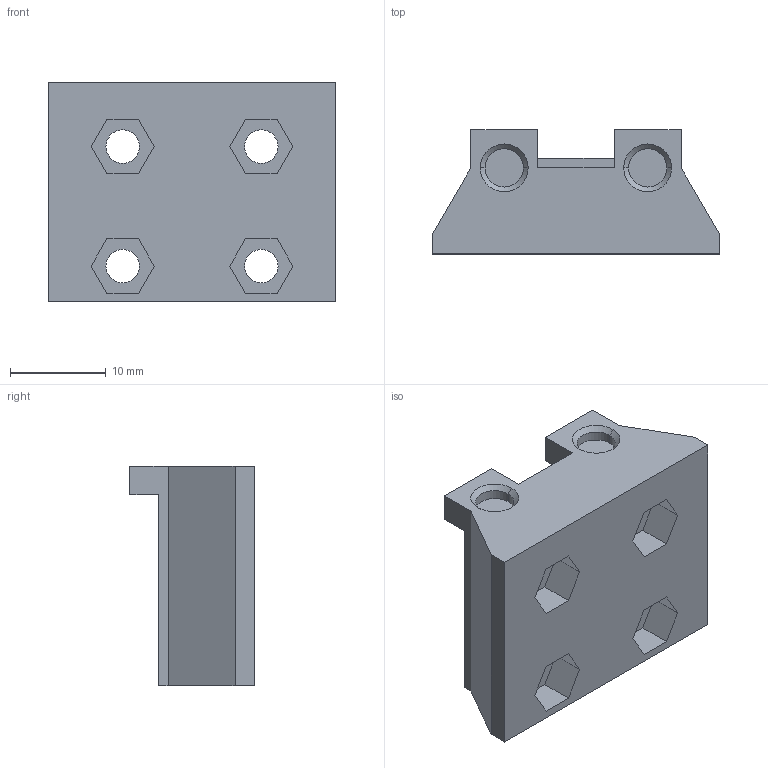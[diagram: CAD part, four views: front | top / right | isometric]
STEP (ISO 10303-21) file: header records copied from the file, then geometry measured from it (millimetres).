
FILE_DESCRIPTION (( 'STEP AP203' ), '1' );
FILE_NAME ('Belt_tensioner-Slider-Bot.STEP', '2016-06-02T16:43:03', ( '' ), ( '' ), 'SwSTEP 2.0', 'SolidWorks 2015', '' );
FILE_SCHEMA (( 'CONFIG_CONTROL_DESIGN' ));
Length unit declared in the file: millimetre
Products named in the file (1): Belt_tensioner-Slider-Bot
Bounding box: 30.08 x 13 x 23 mm (x, y, z)
Volume: 5446.2 mm3; surface area: 2952.9 mm2
Topology: 1 solids, 1 shells, 134 faces, 342 edges, 226 vertices
Faces by surface type: plane 68, cylinder 62, cone 4
Entity records: 4179 total; most frequent: DIRECTION 740, CARTESIAN_POINT 703, ORIENTED_EDGE 684, EDGE_CURVE 342, AXIS2_PLACEMENT_3D 263, VERTEX_POINT 226, LINE 214, VECTOR 214
